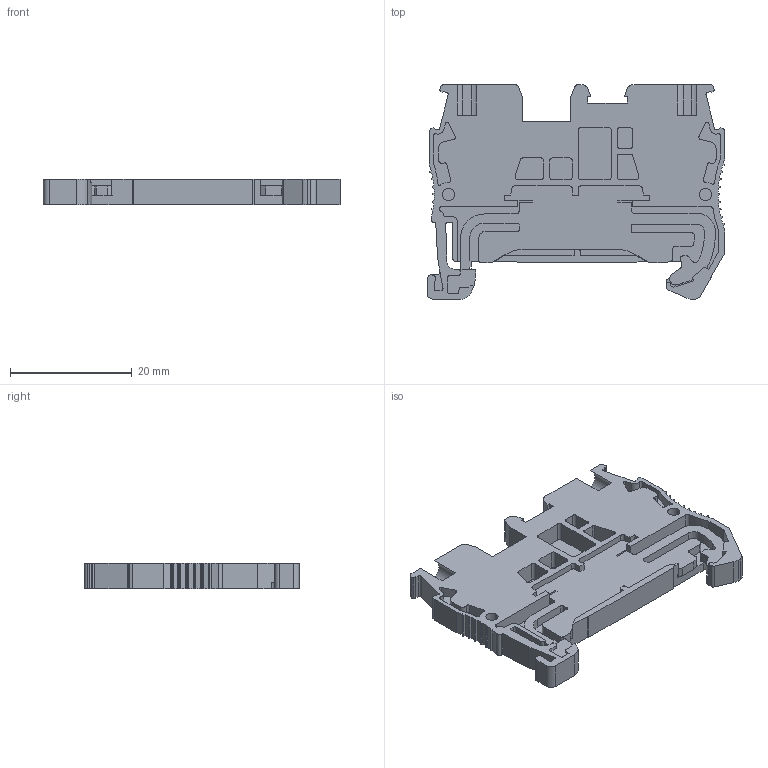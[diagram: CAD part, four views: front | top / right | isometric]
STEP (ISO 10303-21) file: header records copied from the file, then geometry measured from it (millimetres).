
FILE_DESCRIPTION((''),'2;1');
FILE_NAME('PRT0001','2024-03-15T',('ASUS'),(''),'PRO/ENGINEER BY PARAMETRIC TECHNOLOGY CORPORATION, 2013230','PRO/ENGINEER BY PARAMETRIC TECHNOLOGY CORPORATION, 2013230','');
FILE_SCHEMA(('CONFIG_CONTROL_DESIGN'));
Length unit declared in the file: millimetre
Products named in the file (1): PRT0001
Bounding box: 48.85 x 35.2 x 4.2 mm (x, y, z)
Volume: 3948.3 mm3; surface area: 4966.5 mm2
Topology: 1 solids, 1 shells, 443 faces, 1279 edges, 849 vertices
Faces by surface type: plane 267, cylinder 176
Entity records: 14642 total; most frequent: CARTESIAN_POINT 2571, ORIENTED_EDGE 2558, DIRECTION 2522, EDGE_CURVE 1279, VECTOR 922, LINE 922, VERTEX_POINT 849, AXIS2_PLACEMENT_3D 800
